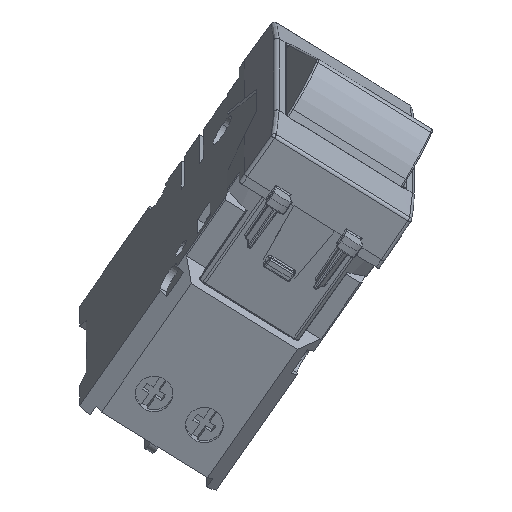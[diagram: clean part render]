
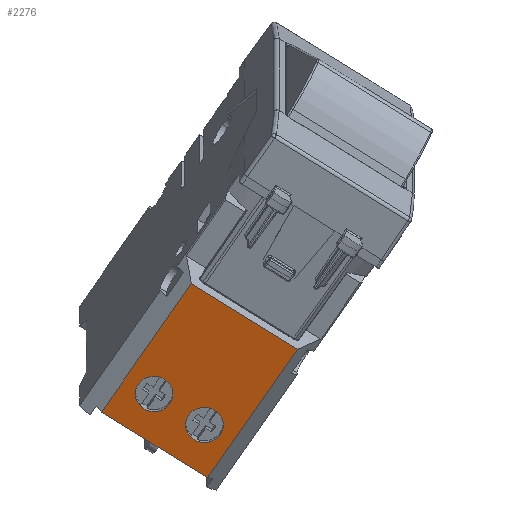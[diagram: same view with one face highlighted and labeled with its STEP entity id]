
A CAD part, front view. The second image highlights one B-rep face of the part: STEP entity #2276.
In plain terms, the highlighted face is planar.
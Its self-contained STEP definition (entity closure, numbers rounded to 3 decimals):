
#688=CARTESIAN_POINT('Line Origine',(8.45,21.75,21.73)) ;
#692=CARTESIAN_POINT('Vertex',(8.45,21.75,0.)) ;
#694=CARTESIAN_POINT('Vertex',(8.45,21.75,21.75)) ;
#821=CARTESIAN_POINT('Vertex',(-8.45,21.75,0.)) ;
#882=CARTESIAN_POINT('Vertex',(-8.45,21.75,21.75)) ;
#885=CARTESIAN_POINT('Line Origine',(-8.45,21.75,21.73)) ;
#1598=CARTESIAN_POINT('Vertex',(-0.6,21.75,0.)) ;
#1614=CARTESIAN_POINT('Vertex',(0.6,21.75,0.)) ;
#1617=CARTESIAN_POINT('Line Origine',(4.525,21.75,0.)) ;
#1772=CARTESIAN_POINT('Line Origine',(-4.525,21.75,0.)) ;
#2188=CARTESIAN_POINT('Vertex',(-0.6,21.75,-0.04)) ;
#2191=CARTESIAN_POINT('Line Origine',(0.,21.75,-0.04)) ;
#2195=CARTESIAN_POINT('Vertex',(0.6,21.75,-0.04)) ;
#2210=CARTESIAN_POINT('Axis2P3D Location',(0.,21.75,21.75)) ;
#2215=CARTESIAN_POINT('Line Origine',(-0.6,21.75,-0.02)) ;
#2220=CARTESIAN_POINT('Line Origine',(0.,21.75,21.75)) ;
#2225=CARTESIAN_POINT('Line Origine',(0.6,21.75,-0.02)) ;
#2240=CARTESIAN_POINT('Axis2P3D Location',(4.,21.75,6.)) ;
#2244=CARTESIAN_POINT('Vertex',(6.5,21.75,6.)) ;
#2246=CARTESIAN_POINT('Vertex',(1.5,21.75,6.)) ;
#2249=CARTESIAN_POINT('Axis2P3D Location',(4.,21.75,6.)) ;
#2258=CARTESIAN_POINT('Axis2P3D Location',(-4.,21.75,6.)) ;
#2262=CARTESIAN_POINT('Vertex',(-1.5,21.75,6.)) ;
#2264=CARTESIAN_POINT('Vertex',(-6.5,21.75,6.)) ;
#2267=CARTESIAN_POINT('Axis2P3D Location',(-4.,21.75,6.)) ;
#689=DIRECTION('Vector Direction',(0.,0.,1.)) ;
#886=DIRECTION('Vector Direction',(0.,0.,1.)) ;
#1618=DIRECTION('Vector Direction',(-1.,0.,0.)) ;
#1773=DIRECTION('Vector Direction',(-1.,0.,0.)) ;
#2192=DIRECTION('Vector Direction',(1.,0.,0.)) ;
#2211=DIRECTION('Axis2P3D Direction',(0.,-1.,0.)) ;
#2212=DIRECTION('Axis2P3D XDirection',(0.,0.,-1.)) ;
#2216=DIRECTION('Vector Direction',(0.,0.,-1.)) ;
#2221=DIRECTION('Vector Direction',(1.,0.,0.)) ;
#2226=DIRECTION('Vector Direction',(0.,0.,-1.)) ;
#2241=DIRECTION('Axis2P3D Direction',(0.,-1.,0.)) ;
#2250=DIRECTION('Axis2P3D Direction',(0.,-1.,0.)) ;
#2259=DIRECTION('Axis2P3D Direction',(0.,-1.,0.)) ;
#2268=DIRECTION('Axis2P3D Direction',(0.,-1.,0.)) ;
#2213=AXIS2_PLACEMENT_3D('Plane Axis2P3D',#2210,#2211,#2212) ;
#2242=AXIS2_PLACEMENT_3D('Circle Axis2P3D',#2240,#2241,$) ;
#2251=AXIS2_PLACEMENT_3D('Circle Axis2P3D',#2249,#2250,$) ;
#2260=AXIS2_PLACEMENT_3D('Circle Axis2P3D',#2258,#2259,$) ;
#2269=AXIS2_PLACEMENT_3D('Circle Axis2P3D',#2267,#2268,$) ;
#2231=ORIENTED_EDGE('',*,*,#2197,.F.) ;
#2232=ORIENTED_EDGE('',*,*,#2219,.F.) ;
#2233=ORIENTED_EDGE('',*,*,#1776,.T.) ;
#2234=ORIENTED_EDGE('',*,*,#889,.T.) ;
#2235=ORIENTED_EDGE('',*,*,#2224,.T.) ;
#2236=ORIENTED_EDGE('',*,*,#696,.F.) ;
#2237=ORIENTED_EDGE('',*,*,#1621,.T.) ;
#2238=ORIENTED_EDGE('',*,*,#2229,.T.) ;
#2255=ORIENTED_EDGE('',*,*,#2248,.T.) ;
#2256=ORIENTED_EDGE('',*,*,#2253,.T.) ;
#2273=ORIENTED_EDGE('',*,*,#2266,.T.) ;
#2274=ORIENTED_EDGE('',*,*,#2271,.T.) ;
#2257=FACE_BOUND('',#2254,.T.) ;
#2275=FACE_BOUND('',#2272,.T.) ;
#690=VECTOR('Line Direction',#689,1.) ;
#887=VECTOR('Line Direction',#886,1.) ;
#1619=VECTOR('Line Direction',#1618,1.) ;
#1774=VECTOR('Line Direction',#1773,1.) ;
#2193=VECTOR('Line Direction',#2192,1.) ;
#2217=VECTOR('Line Direction',#2216,1.) ;
#2222=VECTOR('Line Direction',#2221,1.) ;
#2227=VECTOR('Line Direction',#2226,1.) ;
#2276=ADVANCED_FACE('PartBody',(#2239,#2257,#2275),#2214,.F.) ;
#2243=CIRCLE('generated circle',#2242,2.5) ;
#2252=CIRCLE('generated circle',#2251,2.5) ;
#2261=CIRCLE('generated circle',#2260,2.5) ;
#2270=CIRCLE('generated circle',#2269,2.5) ;
#696=EDGE_CURVE('',#693,#695,#691,.T.) ;
#889=EDGE_CURVE('',#822,#883,#888,.T.) ;
#1621=EDGE_CURVE('',#693,#1615,#1620,.T.) ;
#1776=EDGE_CURVE('',#1599,#822,#1775,.T.) ;
#2197=EDGE_CURVE('',#2189,#2196,#2194,.T.) ;
#2219=EDGE_CURVE('',#1599,#2189,#2218,.T.) ;
#2224=EDGE_CURVE('',#883,#695,#2223,.T.) ;
#2229=EDGE_CURVE('',#1615,#2196,#2228,.T.) ;
#2248=EDGE_CURVE('',#2245,#2247,#2243,.T.) ;
#2253=EDGE_CURVE('',#2247,#2245,#2252,.T.) ;
#2266=EDGE_CURVE('',#2263,#2265,#2261,.T.) ;
#2271=EDGE_CURVE('',#2265,#2263,#2270,.T.) ;
#2230=EDGE_LOOP('',(#2231,#2232,#2233,#2234,#2235,#2236,#2237,#2238)) ;
#2254=EDGE_LOOP('',(#2255,#2256)) ;
#2272=EDGE_LOOP('',(#2273,#2274)) ;
#2239=FACE_OUTER_BOUND('',#2230,.T.) ;
#691=LINE('Line',#688,#690) ;
#888=LINE('Line',#885,#887) ;
#1620=LINE('Line',#1617,#1619) ;
#1775=LINE('Line',#1772,#1774) ;
#2194=LINE('Line',#2191,#2193) ;
#2218=LINE('Line',#2215,#2217) ;
#2223=LINE('Line',#2220,#2222) ;
#2228=LINE('Line',#2225,#2227) ;
#2214=PLANE('',#2213) ;
#693=VERTEX_POINT('',#692) ;
#695=VERTEX_POINT('',#694) ;
#822=VERTEX_POINT('',#821) ;
#883=VERTEX_POINT('',#882) ;
#1599=VERTEX_POINT('',#1598) ;
#1615=VERTEX_POINT('',#1614) ;
#2189=VERTEX_POINT('',#2188) ;
#2196=VERTEX_POINT('',#2195) ;
#2245=VERTEX_POINT('',#2244) ;
#2247=VERTEX_POINT('',#2246) ;
#2263=VERTEX_POINT('',#2262) ;
#2265=VERTEX_POINT('',#2264) ;
